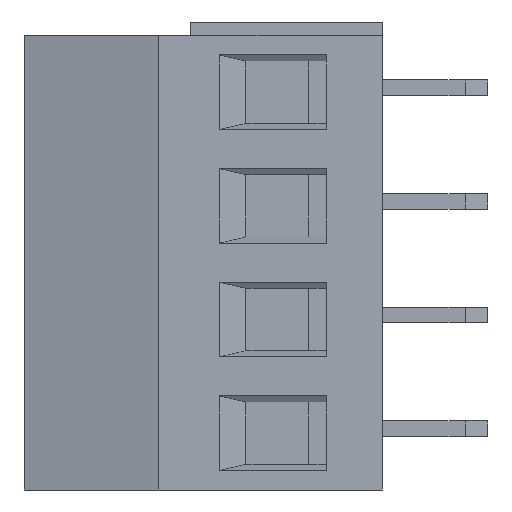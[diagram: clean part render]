
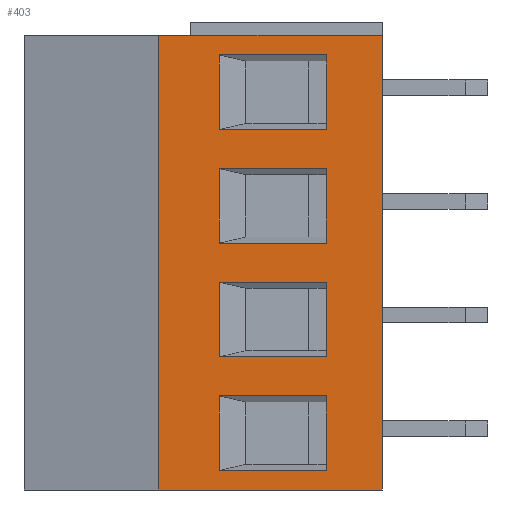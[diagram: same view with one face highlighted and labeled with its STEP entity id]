
A CAD part, left-side view. The second image highlights one B-rep face of the part: STEP entity #403.
In plain terms, the highlighted planar face has unit normal (-1, 0, 0).
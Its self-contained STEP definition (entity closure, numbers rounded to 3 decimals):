
#403 = ADVANCED_FACE( '', ( #843, #844, #845, #846, #847 ), #848, .F. );
#843 = FACE_OUTER_BOUND( '', #1324, .T. );
#844 = FACE_BOUND( '', #1325, .T. );
#845 = FACE_BOUND( '', #1326, .T. );
#846 = FACE_BOUND( '', #1327, .T. );
#847 = FACE_BOUND( '', #1328, .T. );
#848 = PLANE( '', #1329 );
#1324 = EDGE_LOOP( '', ( #2423, #2424, #2425, #2426 ) );
#1325 = EDGE_LOOP( '', ( #2427, #2428, #2429, #2430 ) );
#1326 = EDGE_LOOP( '', ( #2431, #2432, #2433, #2434 ) );
#1327 = EDGE_LOOP( '', ( #2435, #2436, #2437, #2438 ) );
#1328 = EDGE_LOOP( '', ( #2439, #2440, #2441, #2442 ) );
#1329 = AXIS2_PLACEMENT_3D( '', #2443, #2444, #2445 );
#2423 = ORIENTED_EDGE( '', *, *, #3045, .F. );
#2424 = ORIENTED_EDGE( '', *, *, #3242, .T. );
#2425 = ORIENTED_EDGE( '', *, *, #2969, .T. );
#2426 = ORIENTED_EDGE( '', *, *, #3255, .F. );
#2427 = ORIENTED_EDGE( '', *, *, #2823, .T. );
#2428 = ORIENTED_EDGE( '', *, *, #3108, .T. );
#2429 = ORIENTED_EDGE( '', *, *, #3167, .F. );
#2430 = ORIENTED_EDGE( '', *, *, #3052, .T. );
#2431 = ORIENTED_EDGE( '', *, *, #3256, .T. );
#2432 = ORIENTED_EDGE( '', *, *, #2849, .T. );
#2433 = ORIENTED_EDGE( '', *, *, #2936, .F. );
#2434 = ORIENTED_EDGE( '', *, *, #3257, .T. );
#2435 = ORIENTED_EDGE( '', *, *, #3226, .T. );
#2436 = ORIENTED_EDGE( '', *, *, #3258, .T. );
#2437 = ORIENTED_EDGE( '', *, *, #2923, .F. );
#2438 = ORIENTED_EDGE( '', *, *, #3153, .T. );
#2439 = ORIENTED_EDGE( '', *, *, #3105, .T. );
#2440 = ORIENTED_EDGE( '', *, *, #3188, .T. );
#2441 = ORIENTED_EDGE( '', *, *, #3138, .F. );
#2442 = ORIENTED_EDGE( '', *, *, #2960, .T. );
#2443 = CARTESIAN_POINT( '', ( 209.832, 129.229, -50. ) );
#2444 = DIRECTION( '', ( 1., 0., 0. ) );
#2445 = DIRECTION( '', ( 0., 0., -1. ) );
#2823 = EDGE_CURVE( '', #3367, #3365, #3368, .T. );
#2849 = EDGE_CURVE( '', #3412, #3409, #3413, .T. );
#2923 = EDGE_CURVE( '', #3538, #3540, #3541, .T. );
#2936 = EDGE_CURVE( '', #3562, #3409, #3563, .T. );
#2960 = EDGE_CURVE( '', #3603, #3600, #3604, .T. );
#2969 = EDGE_CURVE( '', #3617, #3618, #3619, .T. );
#3045 = EDGE_CURVE( '', #3738, #3740, #3741, .T. );
#3052 = EDGE_CURVE( '', #3750, #3367, #3751, .T. );
#3105 = EDGE_CURVE( '', #3600, #3830, #3832, .T. );
#3108 = EDGE_CURVE( '', #3365, #3834, #3837, .T. );
#3138 = EDGE_CURVE( '', #3603, #3876, #3877, .T. );
#3153 = EDGE_CURVE( '', #3538, #3896, #3898, .T. );
#3167 = EDGE_CURVE( '', #3750, #3834, #3917, .T. );
#3188 = EDGE_CURVE( '', #3830, #3876, #3942, .T. );
#3226 = EDGE_CURVE( '', #3896, #3986, #3988, .T. );
#3242 = EDGE_CURVE( '', #3738, #3617, #4005, .T. );
#3255 = EDGE_CURVE( '', #3740, #3618, #4018, .T. );
#3256 = EDGE_CURVE( '', #4019, #3412, #4020, .T. );
#3257 = EDGE_CURVE( '', #3562, #4019, #4021, .T. );
#3258 = EDGE_CURVE( '', #3986, #3540, #4022, .T. );
#3365 = VERTEX_POINT( '', #4150 );
#3367 = VERTEX_POINT( '', #4153 );
#3368 = LINE( '', #4154, #4155 );
#3409 = VERTEX_POINT( '', #4211 );
#3412 = VERTEX_POINT( '', #4215 );
#3413 = LINE( '', #4216, #4217 );
#3538 = VERTEX_POINT( '', #4397 );
#3540 = VERTEX_POINT( '', #4400 );
#3541 = LINE( '', #4401, #4402 );
#3562 = VERTEX_POINT( '', #4432 );
#3563 = LINE( '', #4433, #4434 );
#3600 = VERTEX_POINT( '', #4488 );
#3603 = VERTEX_POINT( '', #4492 );
#3604 = LINE( '', #4493, #4494 );
#3617 = VERTEX_POINT( '', #4513 );
#3618 = VERTEX_POINT( '', #4514 );
#3619 = LINE( '', #4515, #4516 );
#3738 = VERTEX_POINT( '', #4693 );
#3740 = VERTEX_POINT( '', #4696 );
#3741 = LINE( '', #4697, #4698 );
#3750 = VERTEX_POINT( '', #4711 );
#3751 = LINE( '', #4712, #4713 );
#3830 = VERTEX_POINT( '', #4825 );
#3832 = LINE( '', #4828, #4829 );
#3834 = VERTEX_POINT( '', #4831 );
#3837 = LINE( '', #4835, #4836 );
#3876 = VERTEX_POINT( '', #4895 );
#3877 = LINE( '', #4896, #4897 );
#3896 = VERTEX_POINT( '', #4923 );
#3898 = LINE( '', #4926, #4927 );
#3917 = LINE( '', #4954, #4955 );
#3942 = LINE( '', #4991, #4992 );
#3986 = VERTEX_POINT( '', #5059 );
#3988 = LINE( '', #5062, #5063 );
#4005 = LINE( '', #5088, #5089 );
#4018 = LINE( '', #5108, #5109 );
#4019 = VERTEX_POINT( '', #5110 );
#4020 = LINE( '', #5111, #5112 );
#4021 = LINE( '', #5113, #5114 );
#4022 = LINE( '', #5115, #5116 );
#4150 = CARTESIAN_POINT( '', ( 209.832, 136.521, -50.872 ) );
#4153 = CARTESIAN_POINT( '', ( 209.832, 136.521, -54.208 ) );
#4154 = CARTESIAN_POINT( '', ( 209.832, 136.521, -51.14 ) );
#4155 = VECTOR( '', #5228, 1000. );
#4211 = CARTESIAN_POINT( '', ( 209.832, 131.729, -55.952 ) );
#4215 = CARTESIAN_POINT( '', ( 209.832, 136.521, -55.952 ) );
#4216 = CARTESIAN_POINT( '', ( 209.832, 132.529, -55.952 ) );
#4217 = VECTOR( '', #5257, 1000. );
#4397 = CARTESIAN_POINT( '', ( 209.832, 131.729, -64.368 ) );
#4400 = CARTESIAN_POINT( '', ( 209.832, 131.729, -61.032 ) );
#4401 = CARTESIAN_POINT( '', ( 209.832, 131.729, -50. ) );
#4402 = VECTOR( '', #5320, 1000. );
#4432 = CARTESIAN_POINT( '', ( 209.832, 131.729, -59.288 ) );
#4433 = CARTESIAN_POINT( '', ( 209.832, 131.729, -50. ) );
#4434 = VECTOR( '', #5330, 1000. );
#4488 = CARTESIAN_POINT( '', ( 209.832, 136.521, -49.128 ) );
#4492 = CARTESIAN_POINT( '', ( 209.832, 131.729, -49.128 ) );
#4493 = CARTESIAN_POINT( '', ( 209.832, 136.521, -49.128 ) );
#4494 = VECTOR( '', #5349, 1000. );
#4513 = CARTESIAN_POINT( '', ( 209.832, 139.229, -65.24 ) );
#4514 = CARTESIAN_POINT( '', ( 209.832, 129.229, -65.24 ) );
#4515 = CARTESIAN_POINT( '', ( 209.832, 129.229, -65.24 ) );
#4516 = VECTOR( '', #5356, 1000. );
#4693 = CARTESIAN_POINT( '', ( 209.832, 139.229, -44.92 ) );
#4696 = CARTESIAN_POINT( '', ( 209.832, 129.229, -44.92 ) );
#4697 = CARTESIAN_POINT( '', ( 209.832, 129.229, -44.92 ) );
#4698 = VECTOR( '', #5425, 1000. );
#4711 = CARTESIAN_POINT( '', ( 209.832, 131.729, -54.208 ) );
#4712 = CARTESIAN_POINT( '', ( 209.832, 136.521, -54.208 ) );
#4713 = VECTOR( '', #5430, 1000. );
#4825 = CARTESIAN_POINT( '', ( 209.832, 136.521, -45.792 ) );
#4828 = CARTESIAN_POINT( '', ( 209.832, 136.521, -46.06 ) );
#4829 = VECTOR( '', #5483, 1000. );
#4831 = CARTESIAN_POINT( '', ( 209.832, 131.729, -50.872 ) );
#4835 = CARTESIAN_POINT( '', ( 209.832, 132.529, -50.872 ) );
#4836 = VECTOR( '', #5485, 1000. );
#4895 = CARTESIAN_POINT( '', ( 209.832, 131.729, -45.792 ) );
#4896 = CARTESIAN_POINT( '', ( 209.832, 131.729, -44.92 ) );
#4897 = VECTOR( '', #5506, 1000. );
#4923 = CARTESIAN_POINT( '', ( 209.832, 136.521, -64.368 ) );
#4926 = CARTESIAN_POINT( '', ( 209.832, 136.521, -64.368 ) );
#4927 = VECTOR( '', #5521, 1000. );
#4954 = CARTESIAN_POINT( '', ( 209.832, 131.729, -50. ) );
#4955 = VECTOR( '', #5536, 1000. );
#4991 = CARTESIAN_POINT( '', ( 209.832, 132.529, -45.792 ) );
#4992 = VECTOR( '', #5548, 1000. );
#5059 = CARTESIAN_POINT( '', ( 209.832, 136.521, -61.032 ) );
#5062 = CARTESIAN_POINT( '', ( 209.832, 136.521, -61.3 ) );
#5063 = VECTOR( '', #5573, 1000. );
#5088 = CARTESIAN_POINT( '', ( 209.832, 139.229, -50. ) );
#5089 = VECTOR( '', #5582, 1000. );
#5108 = CARTESIAN_POINT( '', ( 209.832, 129.229, -50. ) );
#5109 = VECTOR( '', #5589, 1000. );
#5110 = CARTESIAN_POINT( '', ( 209.832, 136.521, -59.288 ) );
#5111 = CARTESIAN_POINT( '', ( 209.832, 136.521, -56.22 ) );
#5112 = VECTOR( '', #5590, 1000. );
#5113 = CARTESIAN_POINT( '', ( 209.832, 136.521, -59.288 ) );
#5114 = VECTOR( '', #5591, 1000. );
#5115 = CARTESIAN_POINT( '', ( 209.832, 132.529, -61.032 ) );
#5116 = VECTOR( '', #5592, 1000. );
#5228 = DIRECTION( '', ( 0., 0., 1. ) );
#5257 = DIRECTION( '', ( 0., -1., 0. ) );
#5320 = DIRECTION( '', ( 0., 0., 1. ) );
#5330 = DIRECTION( '', ( 0., 0., 1. ) );
#5349 = DIRECTION( '', ( 0., 1., 0. ) );
#5356 = DIRECTION( '', ( 0., -1., 0. ) );
#5425 = DIRECTION( '', ( 0., -1., 0. ) );
#5430 = DIRECTION( '', ( 0., 1., 0. ) );
#5483 = DIRECTION( '', ( 0., 0., 1. ) );
#5485 = DIRECTION( '', ( 0., -1., 0. ) );
#5506 = DIRECTION( '', ( 0., 0., 1. ) );
#5521 = DIRECTION( '', ( 0., 1., 0. ) );
#5536 = DIRECTION( '', ( 0., 0., 1. ) );
#5548 = DIRECTION( '', ( 0., -1., 0. ) );
#5573 = DIRECTION( '', ( 0., 0., 1. ) );
#5582 = DIRECTION( '', ( 0., 0., -1. ) );
#5589 = DIRECTION( '', ( 0., 0., -1. ) );
#5590 = DIRECTION( '', ( 0., 0., 1. ) );
#5591 = DIRECTION( '', ( 0., 1., 0. ) );
#5592 = DIRECTION( '', ( 0., -1., 0. ) );
